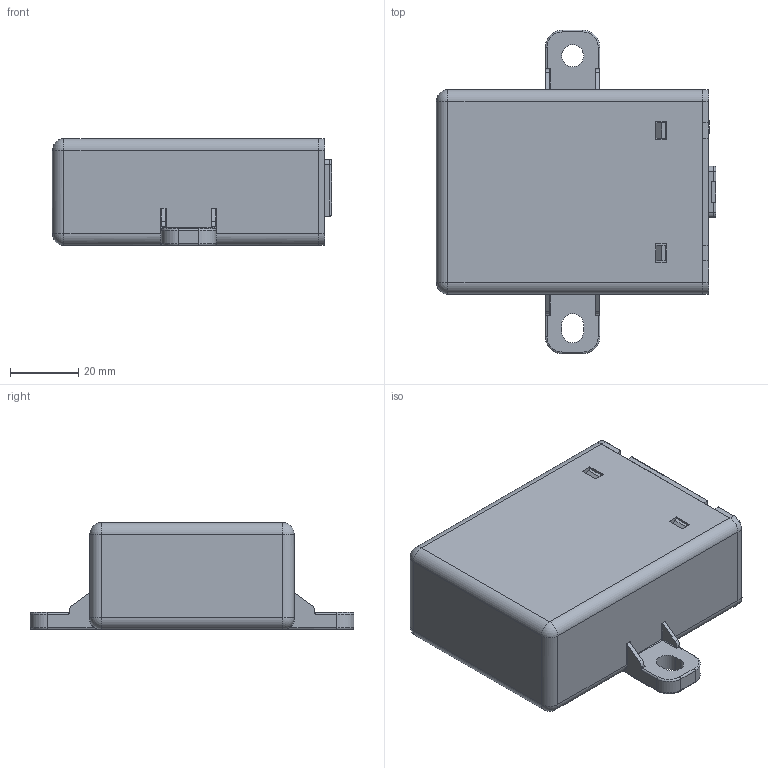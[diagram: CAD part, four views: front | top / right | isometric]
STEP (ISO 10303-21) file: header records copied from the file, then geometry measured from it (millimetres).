
FILE_DESCRIPTION(/* description */ (''),/* implementation_level */ '2;1');
FILE_NAME(/* name */ '一汽红塔_stp.stp',/* time_stamp */ '2018-12-18T10:47:54+08:00',/* author */ (''),/* organization */ (''),/* preprocessor_version */ 'ST-DEVELOPER v16',/* originating_system */ 'SIEMENS PLM Software NX 10.0',/* authorisation */ '');
FILE_SCHEMA (('AP203_CONFIGURATION_CONTROLLED_3D_DESIGN_OF_MECHANICAL_PARTS_AND_ASSEMBLIES_MIM_LF { 1 0 10303 403 2 1 2}'));
Length unit declared in the file: millimetre
Products named in the file (6): shanggai; lianjieqi; PCBA; waike; Product1.1; 一汽红塔_stp
Assembly tree (5 placements, depth 3):
  一汽红塔_stp
    waike
    PCBA
    lianjieqi
    Product1.1
      shanggai
Bounding box: 82 x 95 x 31.4 mm (x, y, z)
Volume: 42726.2 mm3; surface area: 54772.5 mm2
Topology: 5 solids, 5 shells, 1046 faces, 2812 edges, 1789 vertices
Faces by surface type: plane 710, cylinder 270, torus 34, sphere 18, cone 8, bspline 4, extrusion 2
Entity records: 34742 total; most frequent: CARTESIAN_POINT 6451, ORIENTED_EDGE 5580, DIRECTION 5295, EDGE_CURVE 2790, VECTOR 2223, LINE 2221, VERTEX_POINT 1789, AXIS2_PLACEMENT_3D 1536
